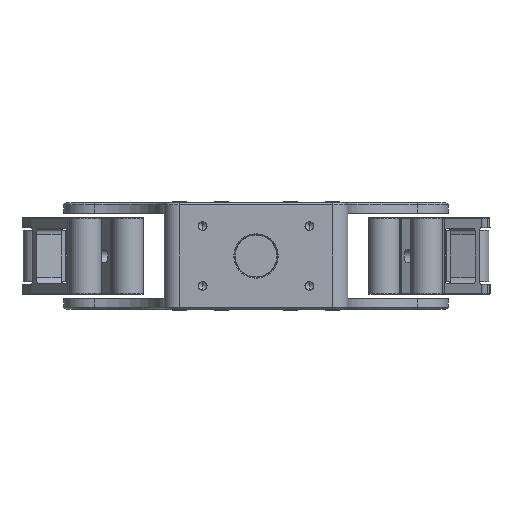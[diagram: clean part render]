
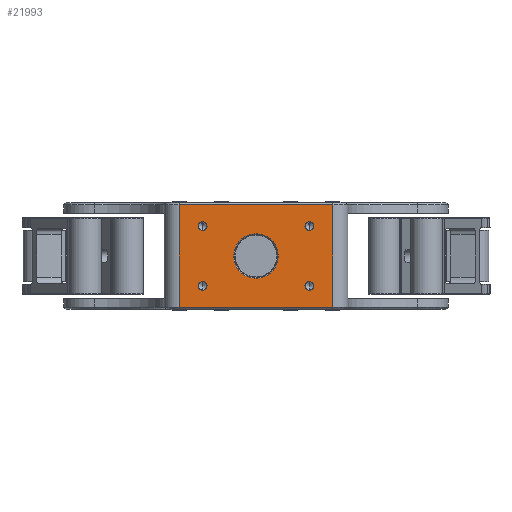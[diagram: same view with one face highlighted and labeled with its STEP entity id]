
A CAD part, front view. The second image highlights one B-rep face of the part: STEP entity #21993.
In plain terms, the highlighted planar face has unit normal (0, -1, 0).
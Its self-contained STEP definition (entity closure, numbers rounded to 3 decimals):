
#284 = CARTESIAN_POINT ( 'NONE',  ( -261.112, -67.618, 232.292 ) ) ;
#389 = VERTEX_POINT ( 'NONE', #22379 ) ;
#394 = EDGE_LOOP ( 'NONE', ( #30192, #1336 ) ) ;
#659 = VERTEX_POINT ( 'NONE', #14069 ) ;
#990 = CARTESIAN_POINT ( 'NONE',  ( -266.612, -67.618, 239.292 ) ) ;
#1336 = ORIENTED_EDGE ( 'NONE', *, *, #22505, .F. ) ;
#1547 = EDGE_CURVE ( 'NONE', #389, #7399, #13083, .T. ) ;
#2144 = FACE_BOUND ( 'NONE', #26503, .T. ) ;
#2147 = VERTEX_POINT ( 'NONE', #29313 ) ;
#2304 = FACE_OUTER_BOUND ( 'NONE', #21470, .T. ) ;
#2356 = DIRECTION ( 'NONE',  ( 1., 0., 0. ) ) ;
#2956 = AXIS2_PLACEMENT_3D ( 'NONE', #22264, #5361, #27128 ) ;
#3343 = DIRECTION ( 'NONE',  ( 1., 0., 0. ) ) ;
#3500 = CARTESIAN_POINT ( 'NONE',  ( -261.112, -67.618, 232.292 ) ) ;
#3672 = EDGE_CURVE ( 'NONE', #2147, #31424, #17976, .T. ) ;
#3835 = AXIS2_PLACEMENT_3D ( 'NONE', #5255, #12736, #15181 ) ;
#3928 = VECTOR ( 'NONE', #16082, 1000. ) ;
#4227 = EDGE_CURVE ( 'NONE', #20234, #13370, #6383, .T. ) ;
#4266 = DIRECTION ( 'NONE',  ( 0., -1., 0. ) ) ;
#4961 = CARTESIAN_POINT ( 'NONE',  ( -237.137, -67.618, 232.292 ) ) ;
#4974 = DIRECTION ( 'NONE',  ( 1., 0., 0. ) ) ;
#5255 = CARTESIAN_POINT ( 'NONE',  ( -261.112, -67.618, 218.292 ) ) ;
#5290 = CIRCLE ( 'NONE', #22950, 5.2 ) ;
#5315 = CIRCLE ( 'NONE', #6364, 1.025 ) ;
#5361 = DIRECTION ( 'NONE',  ( 0., -1., 0. ) ) ;
#5403 = CARTESIAN_POINT ( 'NONE',  ( -260.087, -67.618, 218.292 ) ) ;
#5776 = DIRECTION ( 'NONE',  ( -1., 0., 0. ) ) ;
#5865 = AXIS2_PLACEMENT_3D ( 'NONE', #26524, #4266, #14185 ) ;
#6364 = AXIS2_PLACEMENT_3D ( 'NONE', #17988, #10345, #7434 ) ;
#6383 = CIRCLE ( 'NONE', #5865, 1.025 ) ;
#6848 = VECTOR ( 'NONE', #5776, 1000. ) ;
#6930 = CARTESIAN_POINT ( 'NONE',  ( -230.612, -67.618, 241.292 ) ) ;
#6969 = CIRCLE ( 'NONE', #27719, 5.2 ) ;
#7025 = FACE_BOUND ( 'NONE', #394, .T. ) ;
#7399 = VERTEX_POINT ( 'NONE', #13911 ) ;
#7434 = DIRECTION ( 'NONE',  ( 1., 0., 0. ) ) ;
#7572 = DIRECTION ( 'NONE',  ( 0., 0., -1. ) ) ;
#8330 = EDGE_CURVE ( 'NONE', #11196, #2147, #17164, .T. ) ;
#8498 = VERTEX_POINT ( 'NONE', #4961 ) ;
#8736 = DIRECTION ( 'NONE',  ( 1., 0., 0. ) ) ;
#8824 = EDGE_LOOP ( 'NONE', ( #22397, #31468 ) ) ;
#8921 = LINE ( 'NONE', #990, #3928 ) ;
#9301 = DIRECTION ( 'NONE',  ( 0., -1., 0. ) ) ;
#9404 = EDGE_CURVE ( 'NONE', #31424, #19881, #8921, .T. ) ;
#9873 = CARTESIAN_POINT ( 'NONE',  ( -248.612, -67.618, 230.492 ) ) ;
#10345 = DIRECTION ( 'NONE',  ( 0., -1., 0. ) ) ;
#10354 = CARTESIAN_POINT ( 'NONE',  ( -236.112, -67.618, 218.292 ) ) ;
#11196 = VERTEX_POINT ( 'NONE', #21633 ) ;
#11352 = EDGE_CURVE ( 'NONE', #14711, #8498, #16982, .T. ) ;
#11469 = ORIENTED_EDGE ( 'NONE', *, *, #24636, .F. ) ;
#11496 = AXIS2_PLACEMENT_3D ( 'NONE', #15255, #28240, #8736 ) ;
#11829 = VERTEX_POINT ( 'NONE', #9873 ) ;
#12042 = DIRECTION ( 'NONE',  ( 0., 0., -1. ) ) ;
#12166 = ORIENTED_EDGE ( 'NONE', *, *, #9404, .F. ) ;
#12736 = DIRECTION ( 'NONE',  ( 0., -1., 0. ) ) ;
#13083 = CIRCLE ( 'NONE', #28148, 1.025 ) ;
#13107 = DIRECTION ( 'NONE',  ( 0., -1., 0. ) ) ;
#13370 = VERTEX_POINT ( 'NONE', #31713 ) ;
#13524 = CARTESIAN_POINT ( 'NONE',  ( -235.087, -67.618, 232.292 ) ) ;
#13911 = CARTESIAN_POINT ( 'NONE',  ( -237.137, -67.618, 218.292 ) ) ;
#14069 = CARTESIAN_POINT ( 'NONE',  ( -262.137, -67.618, 232.292 ) ) ;
#14185 = DIRECTION ( 'NONE',  ( 1., 0., 0. ) ) ;
#14711 = VERTEX_POINT ( 'NONE', #13524 ) ;
#15170 = ORIENTED_EDGE ( 'NONE', *, *, #26495, .F. ) ;
#15181 = DIRECTION ( 'NONE',  ( 1., 0., 0. ) ) ;
#15255 = CARTESIAN_POINT ( 'NONE',  ( -236.112, -67.618, 232.292 ) ) ;
#16067 = EDGE_CURVE ( 'NONE', #19881, #11196, #17307, .T. ) ;
#16082 = DIRECTION ( 'NONE',  ( 0., 0., 1. ) ) ;
#16422 = ORIENTED_EDGE ( 'NONE', *, *, #22821, .F. ) ;
#16640 = VECTOR ( 'NONE', #2356, 1000. ) ;
#16982 = CIRCLE ( 'NONE', #2956, 1.025 ) ;
#16991 = CARTESIAN_POINT ( 'NONE',  ( -285.612, -67.618, 237.292 ) ) ;
#17164 = LINE ( 'NONE', #6930, #31884 ) ;
#17240 = CIRCLE ( 'NONE', #20342, 1.025 ) ;
#17307 = LINE ( 'NONE', #16991, #16640 ) ;
#17497 = DIRECTION ( 'NONE',  ( 0., -1., 0. ) ) ;
#17683 = VERTEX_POINT ( 'NONE', #22666 ) ;
#17842 = CIRCLE ( 'NONE', #3835, 1.025 ) ;
#17976 = LINE ( 'NONE', #27881, #6848 ) ;
#17988 = CARTESIAN_POINT ( 'NONE',  ( -236.112, -67.618, 218.292 ) ) ;
#18522 = ORIENTED_EDGE ( 'NONE', *, *, #4227, .F. ) ;
#18755 = AXIS2_PLACEMENT_3D ( 'NONE', #284, #17497, #4974 ) ;
#19362 = PLANE ( 'NONE',  #28137 ) ;
#19680 = CARTESIAN_POINT ( 'NONE',  ( -202.612, -67.618, 239.292 ) ) ;
#19881 = VERTEX_POINT ( 'NONE', #31494 ) ;
#20234 = VERTEX_POINT ( 'NONE', #5403 ) ;
#20342 = AXIS2_PLACEMENT_3D ( 'NONE', #3500, #25759, #3343 ) ;
#21043 = VERTEX_POINT ( 'NONE', #31548 ) ;
#21470 = EDGE_LOOP ( 'NONE', ( #12166, #28355, #28586, #25317 ) ) ;
#21633 = CARTESIAN_POINT ( 'NONE',  ( -230.612, -67.618, 237.292 ) ) ;
#21802 = CARTESIAN_POINT ( 'NONE',  ( -248.612, -67.618, 225.292 ) ) ;
#21993 = ADVANCED_FACE ( 'NONE', ( #2304, #22127, #2144, #7025, #29757, #24560 ), #19362, .F. ) ;
#22023 = EDGE_CURVE ( 'NONE', #17683, #11829, #5290, .T. ) ;
#22127 = FACE_BOUND ( 'NONE', #8824, .T. ) ;
#22264 = CARTESIAN_POINT ( 'NONE',  ( -236.112, -67.618, 232.292 ) ) ;
#22280 = DIRECTION ( 'NONE',  ( 0., 1., 0. ) ) ;
#22379 = CARTESIAN_POINT ( 'NONE',  ( -235.087, -67.618, 218.292 ) ) ;
#22397 = ORIENTED_EDGE ( 'NONE', *, *, #22023, .F. ) ;
#22505 = EDGE_CURVE ( 'NONE', #8498, #14711, #23966, .T. ) ;
#22666 = CARTESIAN_POINT ( 'NONE',  ( -248.612, -67.618, 220.092 ) ) ;
#22821 = EDGE_CURVE ( 'NONE', #21043, #659, #27649, .T. ) ;
#22950 = AXIS2_PLACEMENT_3D ( 'NONE', #21802, #9301, #12042 ) ;
#22963 = EDGE_CURVE ( 'NONE', #659, #21043, #17240, .T. ) ;
#23019 = EDGE_LOOP ( 'NONE', ( #31738, #15170 ) ) ;
#23263 = CARTESIAN_POINT ( 'NONE',  ( -248.612, -67.618, 225.292 ) ) ;
#23893 = DIRECTION ( 'NONE',  ( 0., -1., 0. ) ) ;
#23966 = CIRCLE ( 'NONE', #11496, 1.025 ) ;
#24560 = FACE_BOUND ( 'NONE', #23019, .T. ) ;
#24636 = EDGE_CURVE ( 'NONE', #13370, #20234, #17842, .T. ) ;
#25055 = EDGE_CURVE ( 'NONE', #11829, #17683, #6969, .T. ) ;
#25317 = ORIENTED_EDGE ( 'NONE', *, *, #16067, .F. ) ;
#25759 = DIRECTION ( 'NONE',  ( 0., -1., 0. ) ) ;
#26495 = EDGE_CURVE ( 'NONE', #7399, #389, #5315, .T. ) ;
#26503 = EDGE_LOOP ( 'NONE', ( #18522, #11469 ) ) ;
#26524 = CARTESIAN_POINT ( 'NONE',  ( -261.112, -67.618, 218.292 ) ) ;
#27128 = DIRECTION ( 'NONE',  ( 1., 0., 0. ) ) ;
#27649 = CIRCLE ( 'NONE', #18755, 1.025 ) ;
#27719 = AXIS2_PLACEMENT_3D ( 'NONE', #23263, #23893, #31521 ) ;
#27720 = EDGE_LOOP ( 'NONE', ( #16422, #29296 ) ) ;
#27881 = CARTESIAN_POINT ( 'NONE',  ( -211.612, -67.618, 213.292 ) ) ;
#28137 = AXIS2_PLACEMENT_3D ( 'NONE', #19680, #22280, #29438 ) ;
#28148 = AXIS2_PLACEMENT_3D ( 'NONE', #10354, #13107, #30178 ) ;
#28240 = DIRECTION ( 'NONE',  ( 0., -1., 0. ) ) ;
#28355 = ORIENTED_EDGE ( 'NONE', *, *, #3672, .F. ) ;
#28586 = ORIENTED_EDGE ( 'NONE', *, *, #8330, .F. ) ;
#29296 = ORIENTED_EDGE ( 'NONE', *, *, #22963, .F. ) ;
#29313 = CARTESIAN_POINT ( 'NONE',  ( -230.612, -67.618, 213.292 ) ) ;
#29438 = DIRECTION ( 'NONE',  ( 1., 0., 0. ) ) ;
#29757 = FACE_BOUND ( 'NONE', #27720, .T. ) ;
#30178 = DIRECTION ( 'NONE',  ( 1., 0., 0. ) ) ;
#30192 = ORIENTED_EDGE ( 'NONE', *, *, #11352, .F. ) ;
#31369 = CARTESIAN_POINT ( 'NONE',  ( -266.612, -67.618, 213.292 ) ) ;
#31424 = VERTEX_POINT ( 'NONE', #31369 ) ;
#31468 = ORIENTED_EDGE ( 'NONE', *, *, #25055, .F. ) ;
#31494 = CARTESIAN_POINT ( 'NONE',  ( -266.612, -67.618, 237.292 ) ) ;
#31521 = DIRECTION ( 'NONE',  ( 0., 0., -1. ) ) ;
#31548 = CARTESIAN_POINT ( 'NONE',  ( -260.087, -67.618, 232.292 ) ) ;
#31713 = CARTESIAN_POINT ( 'NONE',  ( -262.137, -67.618, 218.292 ) ) ;
#31738 = ORIENTED_EDGE ( 'NONE', *, *, #1547, .F. ) ;
#31884 = VECTOR ( 'NONE', #7572, 1000. ) ;
